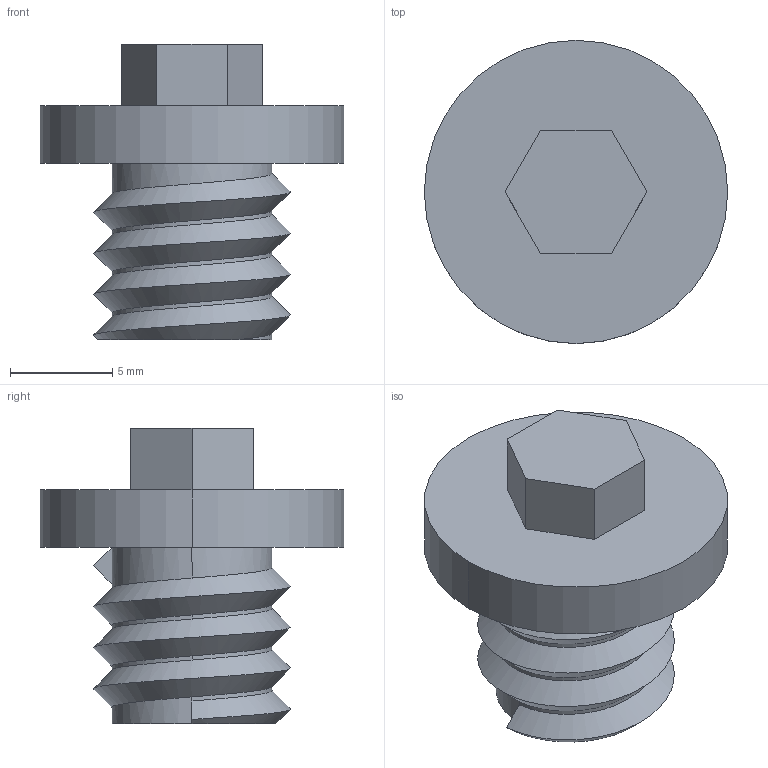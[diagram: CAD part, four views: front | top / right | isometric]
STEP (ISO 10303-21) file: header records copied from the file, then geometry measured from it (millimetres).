
FILE_DESCRIPTION (( 'STEP AP203' ), '1' );
FILE_NAME ('蹟隊-湮.STEP', '2024-09-27T07:55:30', ( '' ), ( '' ), 'SwSTEP 2.0', 'SolidWorks 2022', '' );
FILE_SCHEMA (( 'CONFIG_CONTROL_DESIGN' ));
Length unit declared in the file: millimetre
Products named in the file (1): 蹟隊-湮
Bounding box: 14.8 x 14.8 x 14.4 mm (x, y, z)
Volume: 1065.6 mm3; surface area: 846.3 mm2
Topology: 1 solids, 1 shells, 26 faces, 63 edges, 41 vertices
Faces by surface type: cylinder 12, plane 12, bspline 2
Entity records: 1344 total; most frequent: CARTESIAN_POINT 715, ORIENTED_EDGE 126, DIRECTION 101, EDGE_CURVE 63, VERTEX_POINT 41, AXIS2_PLACEMENT_3D 34, VECTOR 33, LINE 33
